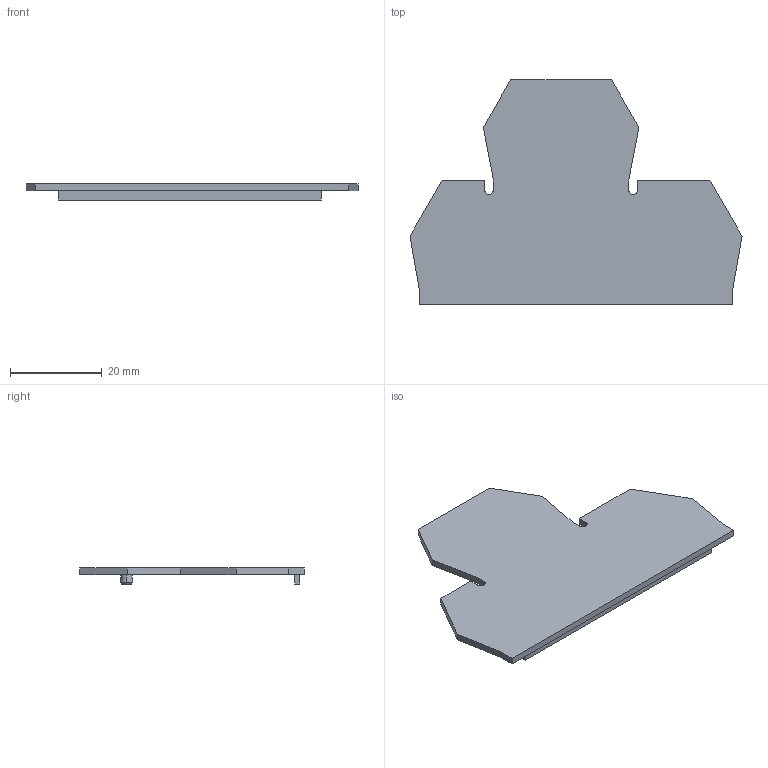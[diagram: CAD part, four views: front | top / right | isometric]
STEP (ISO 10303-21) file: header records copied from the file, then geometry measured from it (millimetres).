
FILE_DESCRIPTION (( 'STEP AP203' ), '1' );
FILE_NAME ('DN-DEC10MN.STEP', '2021-11-15T11:39:00', ( '' ), ( '' ), 'SwSTEP 2.0', 'SolidWorks 2021', '' );
FILE_SCHEMA (( 'CONFIG_CONTROL_DESIGN' ));
Length unit declared in the file: inch
Products named in the file (1): DN-DEC10MN
Bounding box: 72.5 x 49 x 3.5 mm (x, y, z)
Volume: 3860.1 mm3; surface area: 5615.9 mm2
Topology: 1 solids, 1 shells, 47 faces, 124 edges, 82 vertices
Faces by surface type: plane 27, cone 12, torus 4, cylinder 2, sphere 2
Entity records: 2001 total; most frequent: CARTESIAN_POINT 802, ORIENTED_EDGE 240, DIRECTION 212, EDGE_CURVE 120, VECTOR 80, LINE 80, VERTEX_POINT 80, AXIS2_PLACEMENT_3D 66
